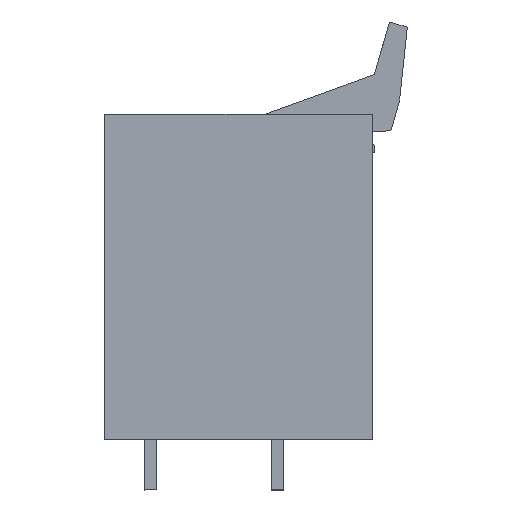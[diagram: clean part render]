
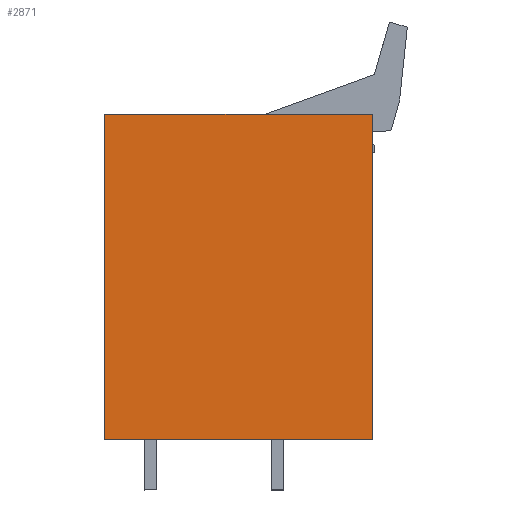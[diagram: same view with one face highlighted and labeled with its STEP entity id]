
A CAD part, left-side view. The second image highlights one B-rep face of the part: STEP entity #2871.
In plain terms, the highlighted planar face has unit normal (-1, 0, 0).
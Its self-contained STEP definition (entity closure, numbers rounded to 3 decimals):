
#2851=AXIS2_PLACEMENT_3D('Plane Axis2P3D',#2848,#2849,#2850) ;
#593=CARTESIAN_POINT('Vertex',(0.,3.452,5.)) ;
#596=CARTESIAN_POINT('Line Origine',(0.,16.677,5.)) ;
#600=CARTESIAN_POINT('Vertex',(0.,29.902,5.)) ;
#1276=CARTESIAN_POINT('Vertex',(0.,3.452,37.13)) ;
#1279=CARTESIAN_POINT('Line Origine',(0.,3.452,21.065)) ;
#2848=CARTESIAN_POINT('Axis2P3D Location',(0.,29.902,0.)) ;
#2853=CARTESIAN_POINT('Line Origine',(0.,16.677,37.13)) ;
#2857=CARTESIAN_POINT('Vertex',(0.,29.902,37.13)) ;
#2860=CARTESIAN_POINT('Line Origine',(0.,29.902,21.065)) ;
#597=DIRECTION('Vector Direction',(0.,-1.,0.)) ;
#1280=DIRECTION('Vector Direction',(0.,0.,1.)) ;
#2849=DIRECTION('Axis2P3D Direction',(-1.,0.,0.)) ;
#2850=DIRECTION('Axis2P3D XDirection',(0.,-1.,0.)) ;
#2854=DIRECTION('Vector Direction',(0.,-1.,0.)) ;
#2861=DIRECTION('Vector Direction',(0.,0.,1.)) ;
#598=VECTOR('Line Direction',#597,1.) ;
#1281=VECTOR('Line Direction',#1280,1.) ;
#2855=VECTOR('Line Direction',#2854,1.) ;
#2862=VECTOR('Line Direction',#2861,1.) ;
#2866=ORIENTED_EDGE('',*,*,#1283,.F.) ;
#2867=ORIENTED_EDGE('',*,*,#2859,.F.) ;
#2868=ORIENTED_EDGE('',*,*,#2864,.F.) ;
#2869=ORIENTED_EDGE('',*,*,#602,.F.) ;
#2871=ADVANCED_FACE('HOUSING',(#2870),#2852,.T.) ;
#602=EDGE_CURVE('',#594,#601,#599,.F.) ;
#1283=EDGE_CURVE('',#1277,#594,#1282,.F.) ;
#2859=EDGE_CURVE('',#2858,#1277,#2856,.T.) ;
#2864=EDGE_CURVE('',#601,#2858,#2863,.T.) ;
#2865=EDGE_LOOP('',(#2866,#2867,#2868,#2869)) ;
#2870=FACE_OUTER_BOUND('',#2865,.T.) ;
#599=LINE('Line',#596,#598) ;
#1282=LINE('Line',#1279,#1281) ;
#2856=LINE('Line',#2853,#2855) ;
#2863=LINE('Line',#2860,#2862) ;
#2852=PLANE('',#2851) ;
#594=VERTEX_POINT('',#593) ;
#601=VERTEX_POINT('',#600) ;
#1277=VERTEX_POINT('',#1276) ;
#2858=VERTEX_POINT('',#2857) ;
